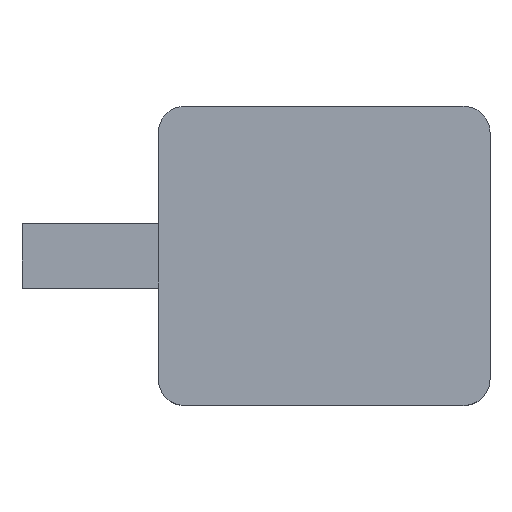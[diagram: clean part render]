
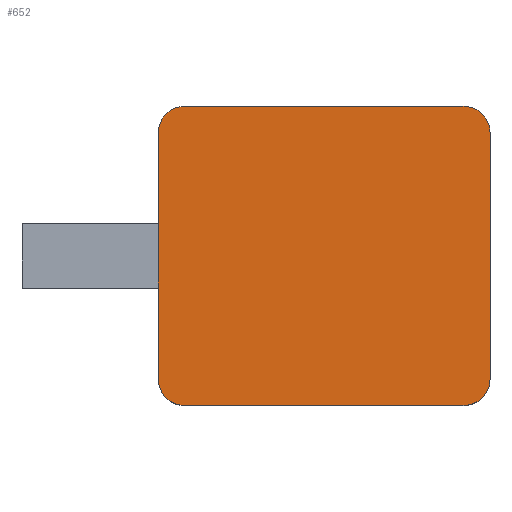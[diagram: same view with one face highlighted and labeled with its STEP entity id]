
A CAD part, top view. The second image highlights one B-rep face of the part: STEP entity #652.
In plain terms, the highlighted planar face has unit normal (0, 0, 1).
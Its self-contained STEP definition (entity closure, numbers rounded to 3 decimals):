
#17=PLANE('',#718);
#44=LINE('',#989,#116);
#50=LINE('',#1001,#122);
#51=LINE('',#1005,#123);
#52=LINE('',#1009,#124);
#116=VECTOR('',#791,10.);
#122=VECTOR('',#799,10.);
#123=VECTOR('',#802,10.);
#124=VECTOR('',#805,10.);
#198=FACE_OUTER_BOUND('',#236,.T.);
#236=EDGE_LOOP('',(#472,#473,#474,#475,#476,#477,#478,#479));
#275=CIRCLE('',#714,4.);
#277=CIRCLE('',#719,4.);
#278=CIRCLE('',#720,4.);
#279=CIRCLE('',#721,4.);
#299=VERTEX_POINT('',#976);
#300=VERTEX_POINT('',#977);
#303=VERTEX_POINT('',#988);
#308=VERTEX_POINT('',#1000);
#309=VERTEX_POINT('',#1002);
#310=VERTEX_POINT('',#1004);
#311=VERTEX_POINT('',#1006);
#312=VERTEX_POINT('',#1008);
#360=EDGE_CURVE('',#299,#300,#275,.T.);
#366=EDGE_CURVE('',#303,#300,#44,.T.);
#372=EDGE_CURVE('',#299,#308,#50,.T.);
#373=EDGE_CURVE('',#309,#308,#277,.T.);
#374=EDGE_CURVE('',#309,#310,#51,.T.);
#375=EDGE_CURVE('',#311,#310,#278,.T.);
#376=EDGE_CURVE('',#311,#312,#52,.T.);
#377=EDGE_CURVE('',#303,#312,#279,.T.);
#472=ORIENTED_EDGE('',*,*,#360,.F.);
#473=ORIENTED_EDGE('',*,*,#372,.T.);
#474=ORIENTED_EDGE('',*,*,#373,.F.);
#475=ORIENTED_EDGE('',*,*,#374,.T.);
#476=ORIENTED_EDGE('',*,*,#375,.F.);
#477=ORIENTED_EDGE('',*,*,#376,.T.);
#478=ORIENTED_EDGE('',*,*,#377,.F.);
#479=ORIENTED_EDGE('',*,*,#366,.T.);
#652=ADVANCED_FACE('',(#198),#17,.T.);
#714=AXIS2_PLACEMENT_3D('',#978,#779,#780);
#718=AXIS2_PLACEMENT_3D('',#999,#797,#798);
#719=AXIS2_PLACEMENT_3D('',#1003,#800,#801);
#720=AXIS2_PLACEMENT_3D('',#1007,#803,#804);
#721=AXIS2_PLACEMENT_3D('',#1010,#806,#807);
#779=DIRECTION('center_axis',(0.,0.,-1.));
#780=DIRECTION('ref_axis',(0.707,-0.707,0.));
#791=DIRECTION('',(1.,0.,0.));
#797=DIRECTION('center_axis',(0.,0.,1.));
#798=DIRECTION('ref_axis',(1.,0.,0.));
#799=DIRECTION('',(0.,1.,0.));
#800=DIRECTION('center_axis',(0.,0.,-1.));
#801=DIRECTION('ref_axis',(0.707,0.707,0.));
#802=DIRECTION('',(-1.,0.,0.));
#803=DIRECTION('center_axis',(0.,0.,-1.));
#804=DIRECTION('ref_axis',(-0.707,0.707,0.));
#805=DIRECTION('',(0.,-1.,0.));
#806=DIRECTION('center_axis',(0.,0.,-1.));
#807=DIRECTION('ref_axis',(-0.707,-0.707,0.));
#976=CARTESIAN_POINT('',(25.5,-19.,21.));
#977=CARTESIAN_POINT('',(21.5,-23.,21.));
#978=CARTESIAN_POINT('Origin',(21.5,-19.,21.));
#988=CARTESIAN_POINT('',(-21.5,-23.,21.));
#989=CARTESIAN_POINT('',(-25.5,-23.,21.));
#999=CARTESIAN_POINT('Origin',(0.,0.,21.));
#1000=CARTESIAN_POINT('',(25.5,19.,21.));
#1001=CARTESIAN_POINT('',(25.5,-23.,21.));
#1002=CARTESIAN_POINT('',(21.5,23.,21.));
#1003=CARTESIAN_POINT('Origin',(21.5,19.,21.));
#1004=CARTESIAN_POINT('',(-21.5,23.,21.));
#1005=CARTESIAN_POINT('',(25.5,23.,21.));
#1006=CARTESIAN_POINT('',(-25.5,19.,21.));
#1007=CARTESIAN_POINT('Origin',(-21.5,19.,21.));
#1008=CARTESIAN_POINT('',(-25.5,-19.,21.));
#1009=CARTESIAN_POINT('',(-25.5,23.,21.));
#1010=CARTESIAN_POINT('Origin',(-21.5,-19.,21.));
